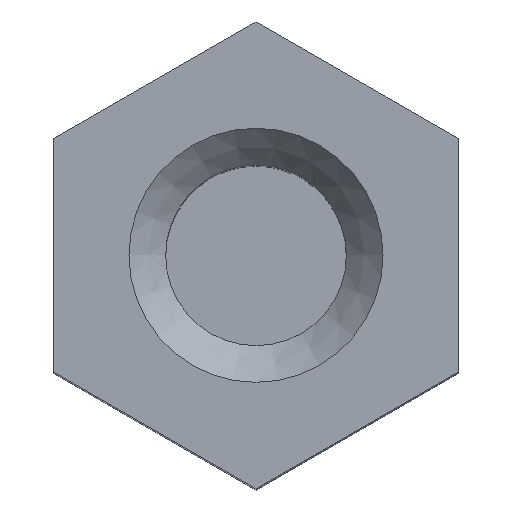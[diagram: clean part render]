
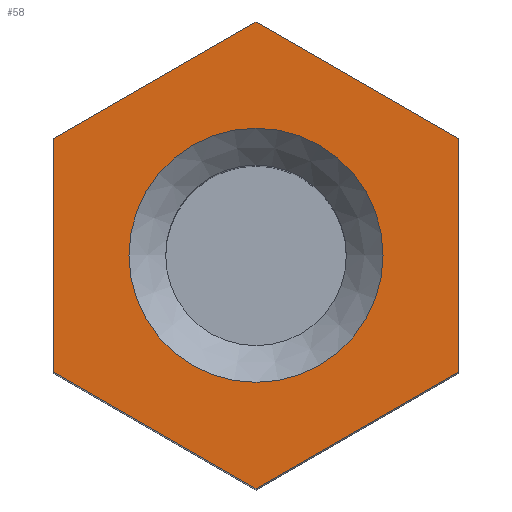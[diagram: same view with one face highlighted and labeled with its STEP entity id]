
A CAD part, top view. The second image highlights one B-rep face of the part: STEP entity #58.
In plain terms, the highlighted planar face has unit normal (0, 0, 1).
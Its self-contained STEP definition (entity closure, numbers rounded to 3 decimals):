
#58=ADVANCED_FACE('',(#184,#186),#188,.T.);
#184=FACE_BOUND('',#185,.T.);
#185=EDGE_LOOP('',(#294,#295,#296,#297,#298,#299));
#186=FACE_BOUND('',#187,.T.);
#187=EDGE_LOOP('',(#300));
#188=PLANE('',#189);
#189=AXIS2_PLACEMENT_3D('',#190,#191,#192);
#190=CARTESIAN_POINT('',(0.,0.,11.));
#191=DIRECTION('',(0.,0.,1.));
#192=DIRECTION('',(1.,0.,0.));
#294=ORIENTED_EDGE('',*,*,#342,.T.);
#295=ORIENTED_EDGE('',*,*,#343,.T.);
#296=ORIENTED_EDGE('',*,*,#344,.T.);
#297=ORIENTED_EDGE('',*,*,#345,.T.);
#298=ORIENTED_EDGE('',*,*,#346,.T.);
#299=ORIENTED_EDGE('',*,*,#347,.T.);
#300=ORIENTED_EDGE('',*,*,#348,.T.);
#342=EDGE_CURVE('',#366,#367,#368,.T.);
#343=EDGE_CURVE('',#367,#369,#370,.T.);
#344=EDGE_CURVE('',#369,#371,#372,.T.);
#345=EDGE_CURVE('',#371,#373,#374,.T.);
#346=EDGE_CURVE('',#373,#375,#376,.T.);
#347=EDGE_CURVE('',#375,#366,#377,.T.);
#348=EDGE_CURVE('',#378,#378,#379,.F.);
#366=VERTEX_POINT('',#408);
#367=VERTEX_POINT('',#409);
#368=LINE('',#410,#411);
#369=VERTEX_POINT('',#413);
#370=LINE('',#414,#415);
#371=VERTEX_POINT('',#417);
#372=LINE('',#418,#419);
#373=VERTEX_POINT('',#421);
#374=LINE('',#422,#423);
#375=VERTEX_POINT('',#425);
#376=LINE('',#426,#427);
#377=LINE('',#429,#430);
#378=VERTEX_POINT('',#432);
#379=CIRCLE('',#433,1.729);
#408=CARTESIAN_POINT('',(2.75,1.588,11.));
#409=CARTESIAN_POINT('',(0.,3.175,11.));
#410=CARTESIAN_POINT('',(2.75,1.588,11.));
#411=VECTOR('',#412,1.);
#412=DIRECTION('',(-0.866,0.5,0.));
#413=CARTESIAN_POINT('',(-2.75,1.588,11.));
#414=CARTESIAN_POINT('',(0.,3.175,11.));
#415=VECTOR('',#416,1.);
#416=DIRECTION('',(-0.866,-0.5,0.));
#417=CARTESIAN_POINT('',(-2.75,-1.588,11.));
#418=CARTESIAN_POINT('',(-2.75,1.588,11.));
#419=VECTOR('',#420,1.);
#420=DIRECTION('',(0.,-1.,0.));
#421=CARTESIAN_POINT('',(0.,-3.175,11.));
#422=CARTESIAN_POINT('',(-2.75,-1.588,11.));
#423=VECTOR('',#424,1.);
#424=DIRECTION('',(0.866,-0.5,0.));
#425=CARTESIAN_POINT('',(2.75,-1.588,11.));
#426=CARTESIAN_POINT('',(0.,-3.175,11.));
#427=VECTOR('',#428,1.);
#428=DIRECTION('',(0.866,0.5,0.));
#429=CARTESIAN_POINT('',(2.75,-1.588,11.));
#430=VECTOR('',#431,1.);
#431=DIRECTION('',(0.,1.,0.));
#432=CARTESIAN_POINT('',(1.729,0.,11.));
#433=AXIS2_PLACEMENT_3D('',#434,#435,#436);
#434=CARTESIAN_POINT('',(0.,0.,11.));
#435=DIRECTION('',(0.,0.,1.));
#436=DIRECTION('',(1.,0.,0.));
